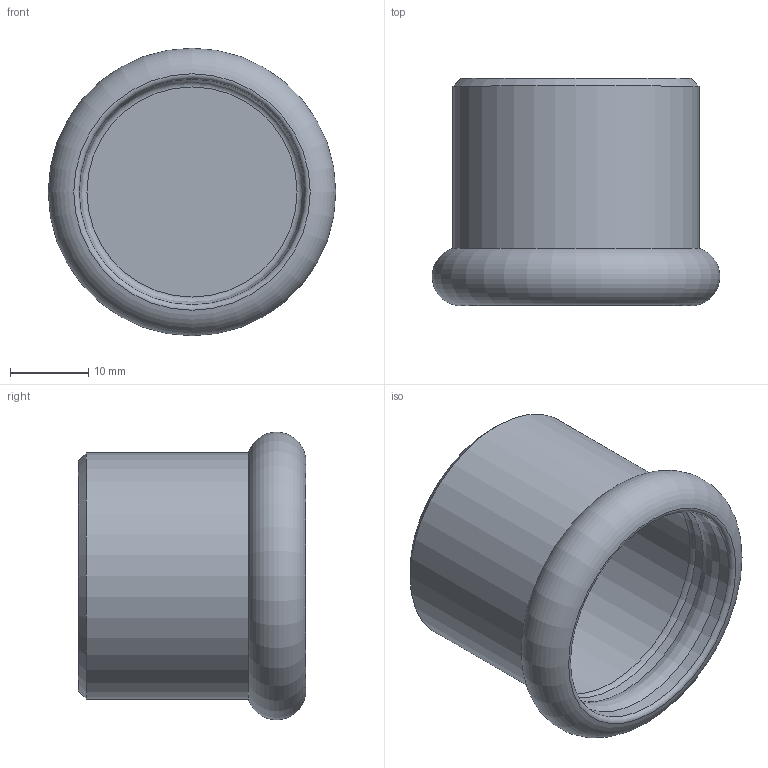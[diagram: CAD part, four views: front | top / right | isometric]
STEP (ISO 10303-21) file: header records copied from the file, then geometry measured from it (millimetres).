
FILE_DESCRIPTION(/* description */ ('TAPPO DI CHIUSURA DN28'),/* implementation_level */ '2;1');
FILE_NAME(/* name */ '383028003_Steelpres.stp',/* time_stamp */ '2022-10-21T16:16:12+02:00',/* author */ ('Vault'),/* organization */ ('Raccorderie metalliche s.p.a. '),/* preprocessor_version */ 'ST-DEVELOPER v18.1',/* originating_system */ 'Autodesk Inventor 2020',/* authorisation */ 'Raccorderie metalliche s.p.a. ');
FILE_SCHEMA (('AUTOMOTIVE_DESIGN { 1 0 10303 214 3 1 1 }'));
Length unit declared in the file: millimetre
Products named in the file (1): 383028003_Steelpres
Bounding box: 36.68 x 29 x 36.68 mm (x, y, z)
Volume: 8629.9 mm3; surface area: 6764.7 mm2
Topology: 1 solids, 1 shells, 12 faces, 32 edges, 22 vertices
Faces by surface type: torus 5, cylinder 4, plane 2, cone 1
Full cylindrical faces by diameter (mm): 28.4 x1, 28.8 x2, 31.4 x1
Entity records: 440 total; most frequent: DIRECTION 85, CARTESIAN_POINT 67, ORIENTED_EDGE 64, AXIS2_PLACEMENT_3D 40, EDGE_CURVE 32, CIRCLE 27, VERTEX_POINT 22, FACE_OUTER_BOUND 12
